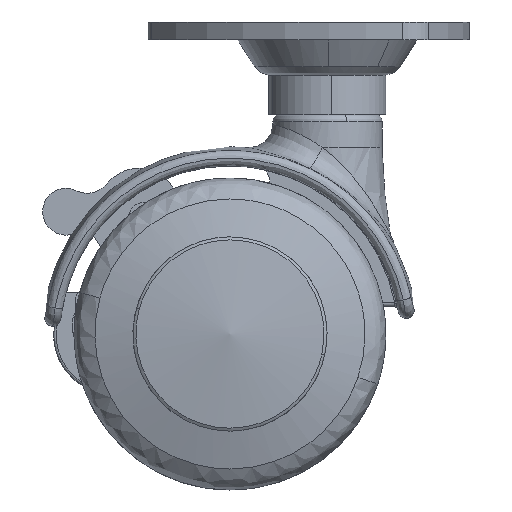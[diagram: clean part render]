
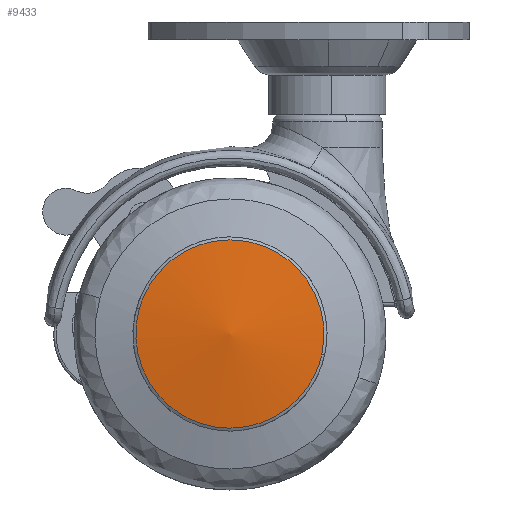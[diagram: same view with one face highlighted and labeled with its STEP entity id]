
A CAD part, front view. The second image highlights one B-rep face of the part: STEP entity #9433.
In plain terms, the highlighted free-form (B-spline) face has degree [2, 2] with [4, 4] control points.
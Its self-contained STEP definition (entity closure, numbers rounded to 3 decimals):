
#7722=CARTESIAN_POINT('',(-11.624,-18.104,3.228));
#7723=VERTEX_POINT('',#7722);
#7737=CARTESIAN_POINT('',(0.0,-18.104,12.064));
#7738=VERTEX_POINT('',#7737);
#7739=CARTESIAN_POINT('',(0.0,-18.104,12.064));
#7740=CARTESIAN_POINT('',(-9.171,-18.104,12.064));
#7741=CARTESIAN_POINT('',(-11.624,-18.104,3.228));
#7749=(BOUNDED_CURVE()B_SPLINE_CURVE(2,(#7739,#7740,#7741),.UNSPECIFIED.,.F.,.U.)B_SPLINE_CURVE_WITH_KNOTS((3,3),(0.0,0.204),.UNSPECIFIED.)CURVE()GEOMETRIC_REPRESENTATION_ITEM()RATIONAL_B_SPLINE_CURVE((1.0,0.761,0.913))REPRESENTATION_ITEM(''));
#7750=EDGE_CURVE('',#7738,#7723,#7749,.T.);
#7752=CARTESIAN_POINT('',(11.79,-18.104,-2.558));
#7753=VERTEX_POINT('',#7752);
#7754=CARTESIAN_POINT('',(11.79,-18.104,-2.558));
#7755=CARTESIAN_POINT('',(12.064,-18.104,-1.294));
#7756=CARTESIAN_POINT('',(12.064,-18.104,0.));
#7757=CARTESIAN_POINT('',(12.064,-18.104,12.064));
#7758=CARTESIAN_POINT('',(0.0,-18.104,12.064));
#7766=(BOUNDED_CURVE()B_SPLINE_CURVE(2,(#7754,#7755,#7756,#7757,#7758),.UNSPECIFIED.,.F.,.U.)B_SPLINE_CURVE_WITH_KNOTS((3,2,3),(0.714,0.75,1.0),.UNSPECIFIED.)CURVE()GEOMETRIC_REPRESENTATION_ITEM()RATIONAL_B_SPLINE_CURVE((0.927,0.957,1.0,0.707,1.0))REPRESENTATION_ITEM(''));
#7767=EDGE_CURVE('',#7753,#7738,#7766,.T.);
#7820=CARTESIAN_POINT('',(0.0,-18.104,-12.064));
#7821=VERTEX_POINT('',#7820);
#7822=CARTESIAN_POINT('',(0.0,-18.104,-12.064));
#7823=CARTESIAN_POINT('',(9.728,-18.104,-12.064));
#7824=CARTESIAN_POINT('',(11.79,-18.104,-2.558));
#7832=(BOUNDED_CURVE()B_SPLINE_CURVE(2,(#7822,#7823,#7824),.UNSPECIFIED.,.F.,.U.)B_SPLINE_CURVE_WITH_KNOTS((3,3),(0.5,0.714),.UNSPECIFIED.)CURVE()GEOMETRIC_REPRESENTATION_ITEM()RATIONAL_B_SPLINE_CURVE((1.0,0.75,0.927))REPRESENTATION_ITEM(''));
#7833=EDGE_CURVE('',#7821,#7753,#7832,.T.);
#7835=CARTESIAN_POINT('',(-11.624,-18.104,3.228));
#7836=CARTESIAN_POINT('',(-12.064,-18.104,1.644));
#7837=CARTESIAN_POINT('',(-12.064,-18.104,0.));
#7838=CARTESIAN_POINT('',(-12.064,-18.104,-12.064));
#7839=CARTESIAN_POINT('',(0.0,-18.104,-12.064));
#7847=(BOUNDED_CURVE()B_SPLINE_CURVE(2,(#7835,#7836,#7837,#7838,#7839),.UNSPECIFIED.,.F.,.U.)B_SPLINE_CURVE_WITH_KNOTS((3,2,3),(0.204,0.25,0.5),.UNSPECIFIED.)CURVE()GEOMETRIC_REPRESENTATION_ITEM()RATIONAL_B_SPLINE_CURVE((0.913,0.947,1.0,0.707,1.0))REPRESENTATION_ITEM(''));
#7848=EDGE_CURVE('',#7723,#7821,#7847,.T.);
#9403=CARTESIAN_POINT('',(-13.021,-16.186,-13.025));
#9404=CARTESIAN_POINT('',(-6.614,-17.816,-13.233));
#9405=CARTESIAN_POINT('',(6.614,-17.816,-13.233));
#9406=CARTESIAN_POINT('',(13.021,-16.186,-13.025));
#9407=CARTESIAN_POINT('',(-13.229,-17.817,-6.616));
#9408=CARTESIAN_POINT('',(-6.721,-19.5,-6.724));
#9409=CARTESIAN_POINT('',(6.722,-19.5,-6.724));
#9410=CARTESIAN_POINT('',(13.229,-17.817,-6.616));
#9411=CARTESIAN_POINT('',(-13.229,-17.817,6.616));
#9412=CARTESIAN_POINT('',(-6.721,-19.5,6.724));
#9413=CARTESIAN_POINT('',(6.722,-19.5,6.724));
#9414=CARTESIAN_POINT('',(13.229,-17.817,6.616));
#9415=CARTESIAN_POINT('',(-13.021,-16.186,13.025));
#9416=CARTESIAN_POINT('',(-6.614,-17.816,13.233));
#9417=CARTESIAN_POINT('',(6.614,-17.816,13.233));
#9418=CARTESIAN_POINT('',(13.021,-16.186,13.025));
#9426=(BOUNDED_SURFACE()B_SPLINE_SURFACE(2,2,((#9403,#9407,#9411,#9415),(#9404,#9408,#9412,#9416),(#9405,#9409,#9413,#9417),(#9406,#9410,#9414,#9418)),.UNSPECIFIED.,.F.,.F.,.U.)B_SPLINE_SURFACE_WITH_KNOTS((3,1,3),(3,1,3),(12.888,25.914,38.939),(12.884,25.914,38.943),.UNSPECIFIED.)GEOMETRIC_REPRESENTATION_ITEM()RATIONAL_B_SPLINE_SURFACE(((1.032,1.016,1.016,1.032),(1.016,1.0,1.0,1.016),(1.016,1.0,1.0,1.016),(1.032,1.016,1.016,1.032)))REPRESENTATION_ITEM('')SURFACE());
#9427=ORIENTED_EDGE('',*,*,#7750,.T.);
#9428=ORIENTED_EDGE('',*,*,#7848,.T.);
#9429=ORIENTED_EDGE('',*,*,#7833,.T.);
#9430=ORIENTED_EDGE('',*,*,#7767,.T.);
#9431=EDGE_LOOP('',(#9427,#9428,#9429,#9430));
#9432=FACE_OUTER_BOUND('',#9431,.T.);
#9433=ADVANCED_FACE('',(#9432),#9426,.T.);
